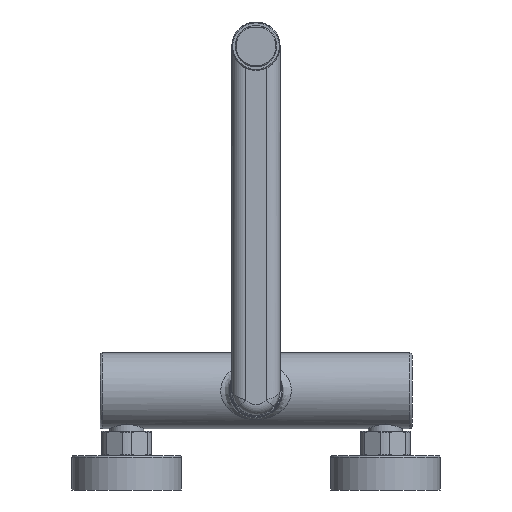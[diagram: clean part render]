
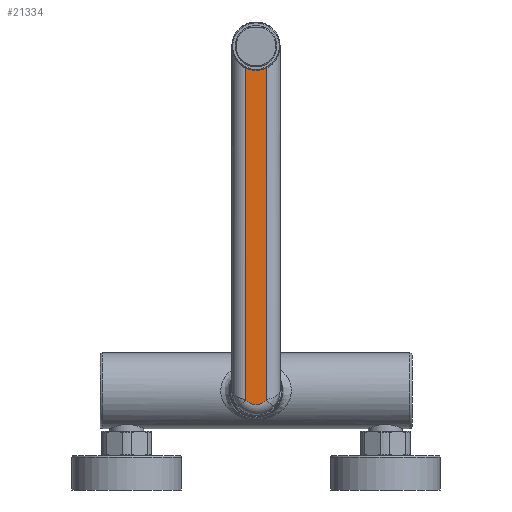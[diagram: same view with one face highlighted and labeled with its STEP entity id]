
A CAD part, front view. The second image highlights one B-rep face of the part: STEP entity #21334.
In plain terms, the highlighted planar face has unit normal (0, -1, 0).
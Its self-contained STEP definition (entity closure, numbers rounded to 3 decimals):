
#18868=DIRECTION('',(0.,0.,1.));
#18869=VECTOR('',#18868,192.642);
#18870=CARTESIAN_POINT('',(6.,-65.3,-5.292));
#18871=LINE('',#18870,#18869);
#19019=CARTESIAN_POINT('',(0.,-65.3,200.));
#19020=DIRECTION('',(0.,1.,0.));
#19021=DIRECTION('',(0.429,0.,-0.904));
#19022=AXIS2_PLACEMENT_3D('',#19019,#19020,#19021);
#19061=CARTESIAN_POINT('',(0.,-65.3,0.));
#19062=DIRECTION('',(0.,1.,0.));
#19063=DIRECTION('',(0.75,0.,-0.661));
#19064=AXIS2_PLACEMENT_3D('',#19061,#19062,#19063);
#19116=DIRECTION('',(0.,0.,-1.));
#19117=VECTOR('',#19116,192.642);
#19118=CARTESIAN_POINT('',(-6.,-65.3,187.351));
#19119=LINE('',#19118,#19117);
#19120=CARTESIAN_POINT('',(-6.,-65.3,-5.292));
#19789=CARTESIAN_POINT('',(6.,-65.3,187.351));
#19790=CARTESIAN_POINT('',(-6.,-65.3,187.351));
#19791=VERTEX_POINT('',#19789);
#19792=VERTEX_POINT('',#19790);
#19805=VERTEX_POINT('',#19120);
#19810=CARTESIAN_POINT('',(6.,-65.3,-5.292));
#19811=VERTEX_POINT('',#19810);
#21321=CARTESIAN_POINT('',(-6.,-65.3,-36.8));
#21322=DIRECTION('',(0.,-1.,0.));
#21323=DIRECTION('',(1.,0.,0.));
#21324=AXIS2_PLACEMENT_3D('',#21321,#21322,#21323);
#21325=PLANE('',#21324);
#21327=ORIENTED_EDGE('',*,*,#21326,.T.);
#21329=ORIENTED_EDGE('',*,*,#21328,.F.);
#21330=ORIENTED_EDGE('',*,*,#21304,.F.);
#21331=ORIENTED_EDGE('',*,*,#21116,.F.);
#21332=EDGE_LOOP('',(#21327,#21329,#21330,#21331));
#21333=FACE_OUTER_BOUND('',#21332,.F.);
#21334=ADVANCED_FACE('',(#21333),#21325,.T.);
#19023=CIRCLE('',#19022,14.);
#19065=CIRCLE('',#19064,8.);
#21116=EDGE_CURVE('',#19811,#19791,#18871,.T.);
#21304=EDGE_CURVE('',#19791,#19792,#19023,.T.);
#21326=EDGE_CURVE('',#19811,#19805,#19065,.T.);
#21328=EDGE_CURVE('',#19792,#19805,#19119,.T.);
